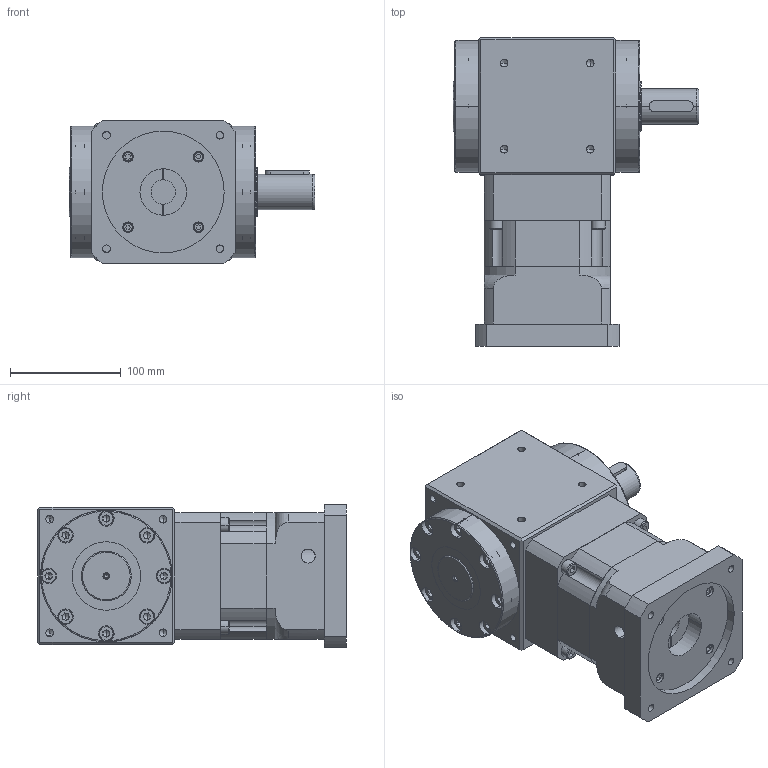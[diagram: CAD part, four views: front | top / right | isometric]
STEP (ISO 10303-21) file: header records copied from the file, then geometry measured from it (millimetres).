
FILE_DESCRIPTION (( 'STEP AP214' ), '1' );
FILE_NAME ('RAM120-L1-XX-S-22-110-145-M8_2019.STEP', '2019-04-09T03:51:45', ( 'Y' ), ( 'NCU' ), 'SwSTEP 2.0', 'SolidWorks 2016', '' );
FILE_SCHEMA (( 'AUTOMOTIVE_DESIGN' ));
Length unit declared in the file: millimetre
Products named in the file (1): RAM120-L1-XX-S-22-110-145-M8_2019
Bounding box: 222 x 278.8 x 130 mm (x, y, z)
Volume: 4214516.1 mm3; surface area: 347446.5 mm2
Topology: 5 solids, 34 shells, 977 faces, 2283 edges, 1401 vertices
Faces by surface type: plane 484, cylinder 317, cone 130, torus 46
Entity records: 31834 total; most frequent: CARTESIAN_POINT 7508, DIRECTION 4997, ORIENTED_EDGE 4394, EDGE_CURVE 2197, AXIS2_PLACEMENT_3D 1890, VERTEX_POINT 1401, VECTOR 1217, LINE 1217
